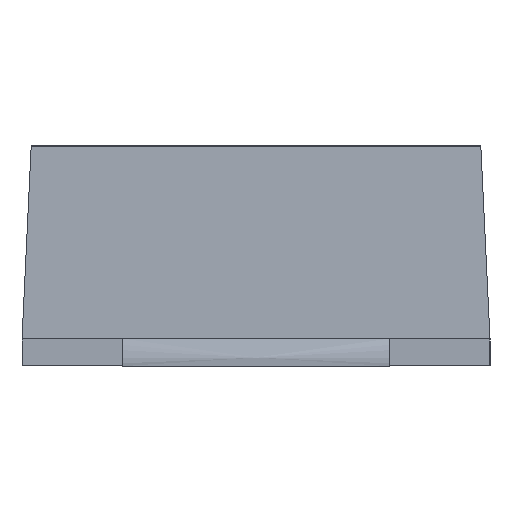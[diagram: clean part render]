
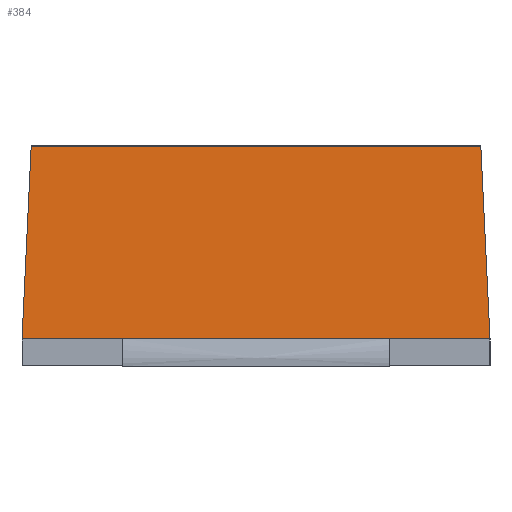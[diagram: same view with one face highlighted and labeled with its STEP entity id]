
A CAD part, left-side view. The second image highlights one B-rep face of the part: STEP entity #384.
In plain terms, the highlighted planar face has unit normal (-0.999, 0, 0.048).
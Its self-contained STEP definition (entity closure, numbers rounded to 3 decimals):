
#384=ADVANCED_FACE('',(#642),#644,.F.);
#642=FACE_BOUND('',#643,.T.);
#643=EDGE_LOOP('',(#900,#901,#902,#903));
#644=PLANE('',#645);
#645=AXIS2_PLACEMENT_3D('',#646,#647,#648);
#646=CARTESIAN_POINT('',(-1.725,-1.275,0.673));
#647=DIRECTION('',(0.999,0.,-0.048));
#648=DIRECTION('',(0.,1.,0.));
#900=ORIENTED_EDGE('',*,*,#1053,.T.);
#901=ORIENTED_EDGE('',*,*,#1054,.F.);
#902=ORIENTED_EDGE('',*,*,#1046,.F.);
#903=ORIENTED_EDGE('',*,*,#1055,.T.);
#1046=EDGE_CURVE('',#1120,#1121,#1122,.T.);
#1053=EDGE_CURVE('',#1133,#1134,#1135,.T.);
#1054=EDGE_CURVE('',#1121,#1134,#1136,.T.);
#1055=EDGE_CURVE('',#1120,#1133,#1137,.T.);
#1120=VERTEX_POINT('',#1242);
#1121=VERTEX_POINT('',#1243);
#1122=LINE('',#1244,#1245);
#1133=VERTEX_POINT('',#1269);
#1134=VERTEX_POINT('',#1270);
#1135=LINE('',#1271,#1272);
#1136=LINE('',#1274,#1275);
#1137=LINE('',#1277,#1278);
#1242=CARTESIAN_POINT('',(-1.75,-1.275,0.148));
#1243=CARTESIAN_POINT('',(-1.75,1.275,0.148));
#1244=CARTESIAN_POINT('',(-1.75,-1.275,0.148));
#1245=VECTOR('',#1246,1.);
#1246=DIRECTION('',(0.,1.,0.));
#1269=CARTESIAN_POINT('',(-1.7,-1.225,1.198));
#1270=CARTESIAN_POINT('',(-1.7,1.225,1.198));
#1271=CARTESIAN_POINT('',(-1.7,-1.225,1.198));
#1272=VECTOR('',#1273,1.);
#1273=DIRECTION('',(0.,1.,0.));
#1274=CARTESIAN_POINT('',(-1.75,1.275,0.148));
#1275=VECTOR('',#1276,1.);
#1276=DIRECTION('',(0.048,-0.048,0.998));
#1277=CARTESIAN_POINT('',(-1.75,-1.275,0.148));
#1278=VECTOR('',#1279,1.);
#1279=DIRECTION('',(0.048,0.048,0.998));
